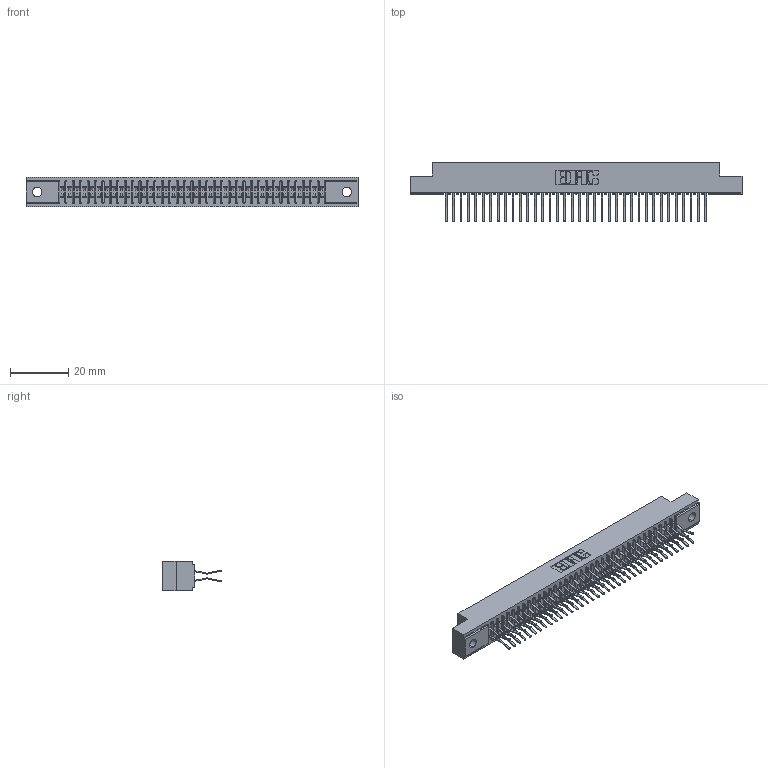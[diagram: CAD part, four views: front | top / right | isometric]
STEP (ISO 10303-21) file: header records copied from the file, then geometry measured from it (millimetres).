
FILE_DESCRIPTION (( 'STEP AP203' ), '1' );
FILE_NAME ('391-072-560-202.STEP', '2018-08-09T14:31:12', ( '' ), ( '' ), 'SwSTEP 2.0', 'SolidWorks 2016', '' );
FILE_SCHEMA (( 'CONFIG_CONTROL_DESIGN' ));
Length unit declared in the file: inch
Products named in the file (3): 341 Part_.128 (3.25) Dia Mounting Holes; 341-292-001_341-292-160; 391-072-560-202
Assembly tree (73 placements, depth 2):
  391-072-560-202
    341 Part_.128 (3.25) Dia Mounting Holes
    341-292-001_341-292-160  x72
Bounding box: 113.67 x 20.37 x 10.16 mm (x, y, z)
Volume: 8419.6 mm3; surface area: 15038.6 mm2
Topology: 73 solids, 73 shells, 5156 faces, 14968 edges, 9710 vertices
Faces by surface type: plane 2948, cylinder 2064, sphere 74, torus 70
Entity records: 44509 total; most frequent: CARTESIAN_POINT 7400, ORIENTED_EDGE 7352, DIRECTION 7190, EDGE_CURVE 3676, LINE 2958, VECTOR 2958, VERTEX_POINT 2326, AXIS2_PLACEMENT_3D 2116
